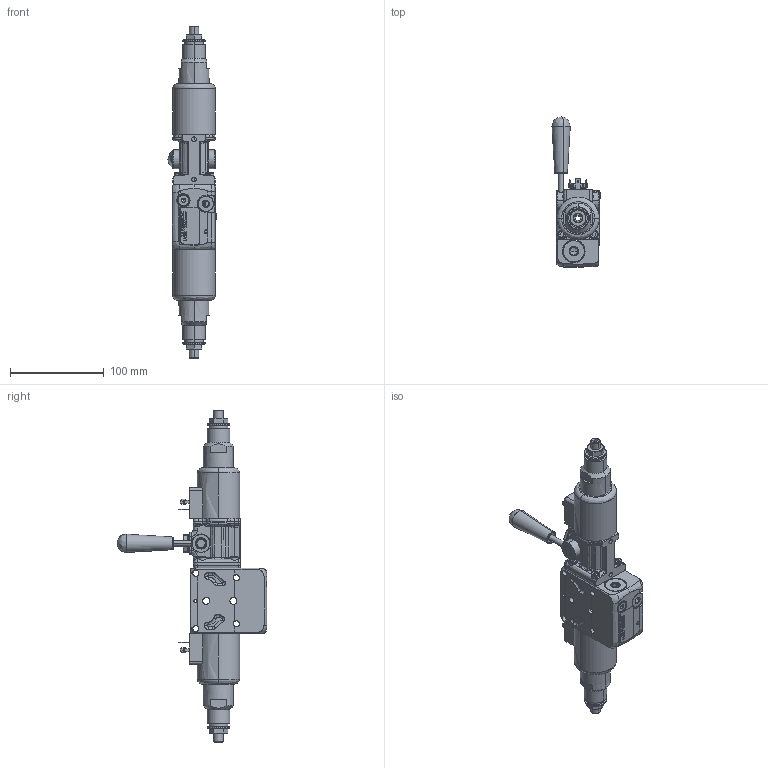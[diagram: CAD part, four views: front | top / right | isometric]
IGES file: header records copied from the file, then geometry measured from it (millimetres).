
Start section: SolidWorks IGES file using analytic representation for surfaces
Global section: file name: CXDH3CA--N---LM1.igs; native system: SolidWorks 2012; preprocessor: SolidWorks 2012; author: serviziopdm; date: 131010.100440; units: millimetre
Bounding box: 51.22 x 159.7 x 353.7 mm (x, y, z)
Surface area: 91327.3 mm2 (no closed solid volume)
Topology: 0 solids, 0 shells, 1337 faces, 17662 edges, 17650 vertices
Faces by surface type: bspline 807, revolution 530
